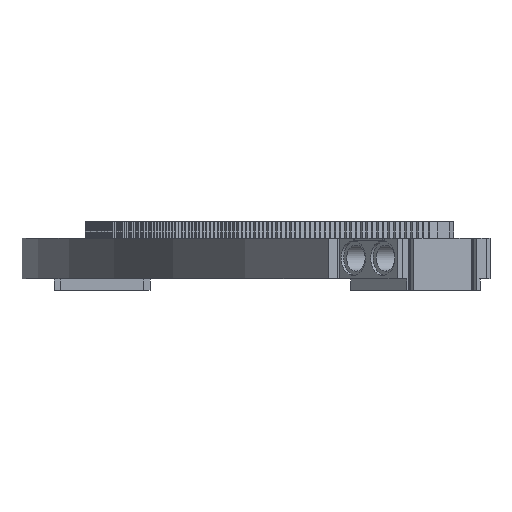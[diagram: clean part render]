
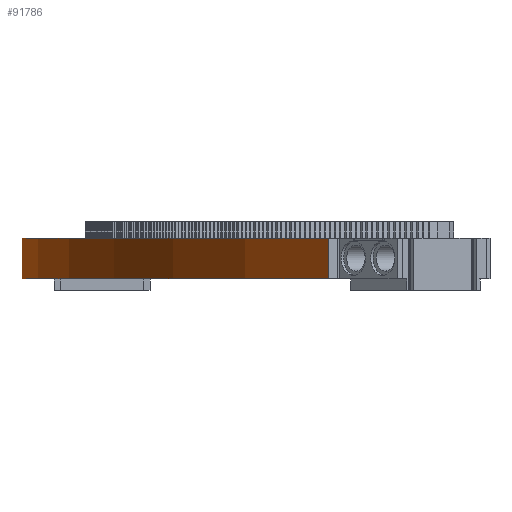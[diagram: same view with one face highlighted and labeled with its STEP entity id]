
A CAD part, left-side view. The second image highlights one B-rep face of the part: STEP entity #91786.
In plain terms, the highlighted cylindrical face has radius 239.9 mm (diameter 479.8 mm), a partial arc.
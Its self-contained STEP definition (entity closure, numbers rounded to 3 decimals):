
#284 = PLANE('',#285);
#285 = AXIS2_PLACEMENT_3D('',#286,#287,#288);
#286 = CARTESIAN_POINT('',(-2.406,12.49,3.4));
#287 = DIRECTION('',(0.,0.,-1.));
#288 = DIRECTION('',(0.924,0.383,0.));
#32937 = VERTEX_POINT('',#32938);
#32938 = CARTESIAN_POINT('',(-74.628,-13.889,3.4));
#32952 = PLANE('',#32953);
#32953 = AXIS2_PLACEMENT_3D('',#32954,#32955,#32956);
#32954 = CARTESIAN_POINT('',(-41.135,-47.381,-4.4));
#32955 = DIRECTION('',(0.707,0.707,0.));
#32956 = DIRECTION('',(0.,0.,1.));
#32964 = EDGE_CURVE('',#32937,#32965,#32967,.T.);
#32965 = VERTEX_POINT('',#32966);
#32966 = CARTESIAN_POINT('',(67.315,44.906,3.4));
#32967 = SURFACE_CURVE('',#32968,(#32973,#32980),.PCURVE_S1.);
#32968 = CIRCLE('',#32969,239.9);
#32969 = AXIS2_PLACEMENT_3D('',#32970,#32971,#32972);
#32970 = CARTESIAN_POINT('',(83.315,-194.459,3.4));
#32971 = DIRECTION('',(0.,0.,-1.));
#32972 = DIRECTION('',(-0.707,0.707,0.));
#32973 = PCURVE('',#284,#32974);
#32974 = DEFINITIONAL_REPRESENTATION('',(#32975),#32979);
#32975 = CIRCLE('',#32976,239.9);
#32976 = AXIS2_PLACEMENT_2D('',#32977,#32978);
#32977 = CARTESIAN_POINT('',(0.,224.));
#32978 = DIRECTION('',(-0.383,-0.924));
#32979 = ( GEOMETRIC_REPRESENTATION_CONTEXT(2) 
PARAMETRIC_REPRESENTATION_CONTEXT() REPRESENTATION_CONTEXT('2D SPACE',''
  ) );
#32980 = PCURVE('',#32981,#32986);
#32981 = CYLINDRICAL_SURFACE('',#32982,239.9);
#32982 = AXIS2_PLACEMENT_3D('',#32983,#32984,#32985);
#32983 = CARTESIAN_POINT('',(83.315,-194.459,-4.4));
#32984 = DIRECTION('',(-0.,-0.,1.));
#32985 = DIRECTION('',(-0.707,0.707,0.));
#32986 = DEFINITIONAL_REPRESENTATION('',(#32987),#32991);
#32987 = LINE('',#32988,#32989);
#32988 = CARTESIAN_POINT('',(-0.,7.8));
#32989 = VECTOR('',#32990,1.);
#32990 = DIRECTION('',(-1.,0.));
#32991 = ( GEOMETRIC_REPRESENTATION_CONTEXT(2) 
PARAMETRIC_REPRESENTATION_CONTEXT() REPRESENTATION_CONTEXT('2D SPACE',''
  ) );
#33009 = PLANE('',#33010);
#33010 = AXIS2_PLACEMENT_3D('',#33011,#33012,#33013);
#33011 = CARTESIAN_POINT('',(67.315,61.541,-4.4));
#33012 = DIRECTION('',(-1.,0.,0.));
#33013 = DIRECTION('',(0.,0.,1.));
#91163 = PLANE('',#91164);
#91164 = AXIS2_PLACEMENT_3D('',#91165,#91166,#91167);
#91165 = CARTESIAN_POINT('',(-2.406,12.49,-4.4));
#91166 = DIRECTION('',(-0.,-0.,1.));
#91167 = DIRECTION('',(0.924,0.383,0.));
#91742 = EDGE_CURVE('',#91743,#32965,#91745,.T.);
#91743 = VERTEX_POINT('',#91744);
#91744 = CARTESIAN_POINT('',(67.315,44.906,-4.4));
#91745 = SURFACE_CURVE('',#91746,(#91750,#91757),.PCURVE_S1.);
#91746 = LINE('',#91747,#91748);
#91747 = CARTESIAN_POINT('',(67.315,44.906,-4.4));
#91748 = VECTOR('',#91749,1.);
#91749 = DIRECTION('',(-0.,-0.,1.));
#91750 = PCURVE('',#33009,#91751);
#91751 = DEFINITIONAL_REPRESENTATION('',(#91752),#91756);
#91752 = LINE('',#91753,#91754);
#91753 = CARTESIAN_POINT('',(0.,-16.634));
#91754 = VECTOR('',#91755,1.);
#91755 = DIRECTION('',(1.,0.));
#91756 = ( GEOMETRIC_REPRESENTATION_CONTEXT(2) 
PARAMETRIC_REPRESENTATION_CONTEXT() REPRESENTATION_CONTEXT('2D SPACE',''
  ) );
#91757 = PCURVE('',#32981,#91758);
#91758 = DEFINITIONAL_REPRESENTATION('',(#91759),#91763);
#91759 = LINE('',#91760,#91761);
#91760 = CARTESIAN_POINT('',(-0.719,0.));
#91761 = VECTOR('',#91762,1.);
#91762 = DIRECTION('',(-0.,1.));
#91763 = ( GEOMETRIC_REPRESENTATION_CONTEXT(2) 
PARAMETRIC_REPRESENTATION_CONTEXT() REPRESENTATION_CONTEXT('2D SPACE',''
  ) );
#91786 = ADVANCED_FACE('',(#91787),#32981,.T.);
#91787 = FACE_BOUND('',#91788,.F.);
#91788 = EDGE_LOOP('',(#91789,#91812,#91838,#91839));
#91789 = ORIENTED_EDGE('',*,*,#91790,.F.);
#91790 = EDGE_CURVE('',#91791,#32937,#91793,.T.);
#91791 = VERTEX_POINT('',#91792);
#91792 = CARTESIAN_POINT('',(-74.628,-13.889,-4.4));
#91793 = SURFACE_CURVE('',#91794,(#91798,#91805),.PCURVE_S1.);
#91794 = LINE('',#91795,#91796);
#91795 = CARTESIAN_POINT('',(-74.628,-13.889,-4.4));
#91796 = VECTOR('',#91797,1.);
#91797 = DIRECTION('',(-0.,-0.,1.));
#91798 = PCURVE('',#32981,#91799);
#91799 = DEFINITIONAL_REPRESENTATION('',(#91800),#91804);
#91800 = LINE('',#91801,#91802);
#91801 = CARTESIAN_POINT('',(-0.067,0.));
#91802 = VECTOR('',#91803,1.);
#91803 = DIRECTION('',(-0.,1.));
#91804 = ( GEOMETRIC_REPRESENTATION_CONTEXT(2) 
PARAMETRIC_REPRESENTATION_CONTEXT() REPRESENTATION_CONTEXT('2D SPACE',''
  ) );
#91805 = PCURVE('',#32952,#91806);
#91806 = DEFINITIONAL_REPRESENTATION('',(#91807),#91811);
#91807 = LINE('',#91808,#91809);
#91808 = CARTESIAN_POINT('',(0.,-47.366));
#91809 = VECTOR('',#91810,1.);
#91810 = DIRECTION('',(1.,0.));
#91811 = ( GEOMETRIC_REPRESENTATION_CONTEXT(2) 
PARAMETRIC_REPRESENTATION_CONTEXT() REPRESENTATION_CONTEXT('2D SPACE',''
  ) );
#91812 = ORIENTED_EDGE('',*,*,#91813,.T.);
#91813 = EDGE_CURVE('',#91791,#91743,#91814,.T.);
#91814 = SURFACE_CURVE('',#91815,(#91820,#91827),.PCURVE_S1.);
#91815 = CIRCLE('',#91816,239.9);
#91816 = AXIS2_PLACEMENT_3D('',#91817,#91818,#91819);
#91817 = CARTESIAN_POINT('',(83.315,-194.459,-4.4));
#91818 = DIRECTION('',(0.,0.,-1.));
#91819 = DIRECTION('',(-0.707,0.707,0.));
#91820 = PCURVE('',#32981,#91821);
#91821 = DEFINITIONAL_REPRESENTATION('',(#91822),#91826);
#91822 = LINE('',#91823,#91824);
#91823 = CARTESIAN_POINT('',(-0.,0.));
#91824 = VECTOR('',#91825,1.);
#91825 = DIRECTION('',(-1.,0.));
#91826 = ( GEOMETRIC_REPRESENTATION_CONTEXT(2) 
PARAMETRIC_REPRESENTATION_CONTEXT() REPRESENTATION_CONTEXT('2D SPACE',''
  ) );
#91827 = PCURVE('',#91163,#91828);
#91828 = DEFINITIONAL_REPRESENTATION('',(#91829),#91837);
#91829 = ( BOUNDED_CURVE() B_SPLINE_CURVE(2,(#91830,#91831,#91832,#91833
    ,#91834,#91835,#91836),.UNSPECIFIED.,.T.,.F.) 
B_SPLINE_CURVE_WITH_KNOTS((1,2,2,2,2,1),(-2.094,0.,
    2.094,4.189,6.283,8.378),
.UNSPECIFIED.) CURVE() GEOMETRIC_REPRESENTATION_ITEM() 
RATIONAL_B_SPLINE_CURVE((1.,0.5,1.,0.5,1.,0.5,1.)) REPRESENTATION_ITEM(
  '') );
#91830 = CARTESIAN_POINT('',(-91.806,-2.361));
#91831 = CARTESIAN_POINT('',(292.084,156.651));
#91832 = CARTESIAN_POINT('',(237.848,-255.313));
#91833 = CARTESIAN_POINT('',(183.612,-667.277));
#91834 = CARTESIAN_POINT('',(-146.042,-414.325));
#91835 = CARTESIAN_POINT('',(-475.695,-161.374));
#91836 = CARTESIAN_POINT('',(-91.806,-2.361));
#91837 = ( GEOMETRIC_REPRESENTATION_CONTEXT(2) 
PARAMETRIC_REPRESENTATION_CONTEXT() REPRESENTATION_CONTEXT('2D SPACE',''
  ) );
#91838 = ORIENTED_EDGE('',*,*,#91742,.T.);
#91839 = ORIENTED_EDGE('',*,*,#32964,.F.);
